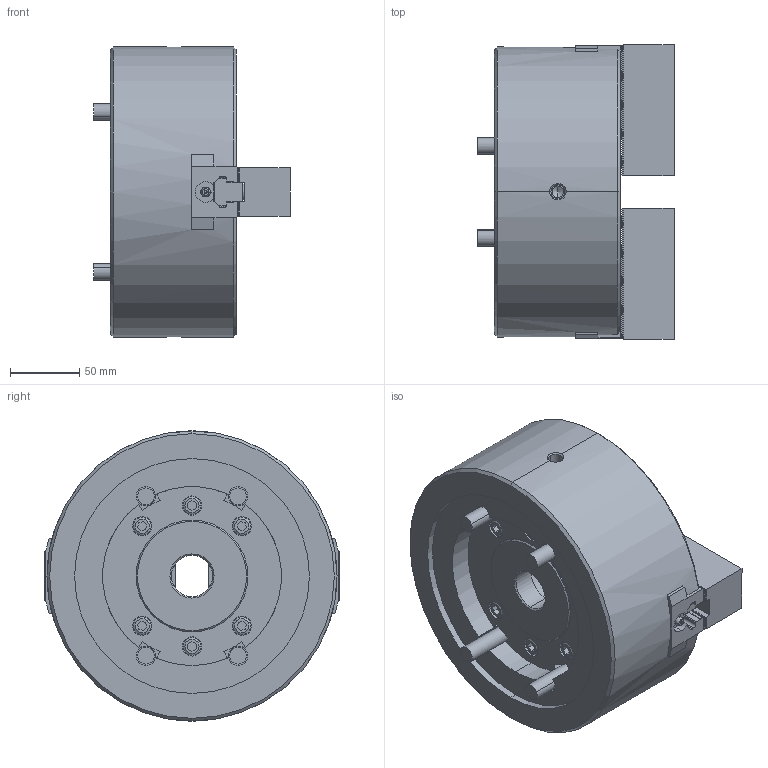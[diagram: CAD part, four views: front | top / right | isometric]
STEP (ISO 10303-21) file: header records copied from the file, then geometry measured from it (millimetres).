
FILE_DESCRIPTION (( 'STEP AP214' ), '1' );
FILE_NAME ('BBT208.STEP', '2017-05-21T23:41:50', ( '' ), ( '' ), 'SwSTEP 2.0', 'SolidWorks 2014', '' );
FILE_SCHEMA (( 'AUTOMOTIVE_DESIGN' ));
Length unit declared in the file: millimetre
Products named in the file (1): BBT208
Bounding box: 142.2 x 213.4 x 210 mm (x, y, z)
Volume: 2813640.1 mm3; surface area: 289431.1 mm2
Topology: 1 solids, 12 shells, 2726 faces, 8779 edges, 5465 vertices
Faces by surface type: plane 1700, cylinder 909, cone 89, torus 20, sphere 8
Entity records: 96390 total; most frequent: CARTESIAN_POINT 18459, ORIENTED_EDGE 17514, DIRECTION 15540, EDGE_CURVE 8757, VECTOR 6580, LINE 6580, VERTEX_POINT 5455, AXIS2_PLACEMENT_3D 4480
